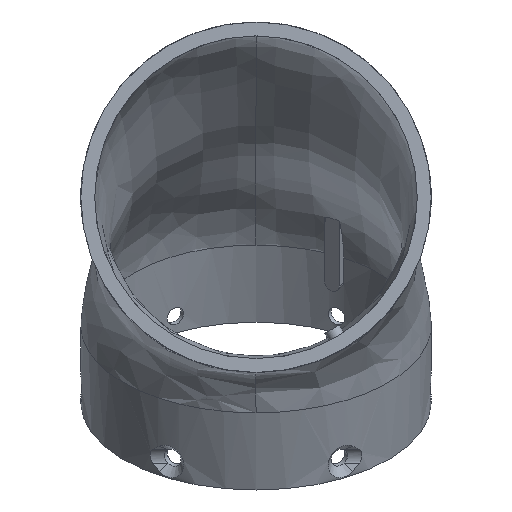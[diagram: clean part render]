
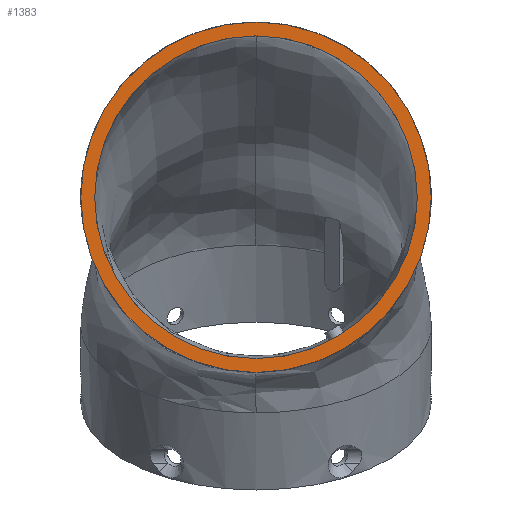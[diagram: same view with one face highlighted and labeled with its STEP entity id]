
A CAD part, top view. The second image highlights one B-rep face of the part: STEP entity #1383.
In plain terms, the highlighted face is planar.
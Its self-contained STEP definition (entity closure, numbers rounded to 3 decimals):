
#19=PLANE('',#1515);
#84=FACE_BOUND('',#251,.T.);
#154=FACE_OUTER_BOUND('',#250,.T.);
#250=EDGE_LOOP('',(#1189));
#251=EDGE_LOOP('',(#1190));
#544=CIRCLE('',#1479,29.);
#550=CIRCLE('',#1489,31.5);
#626=VERTEX_POINT('',#2999);
#653=VERTEX_POINT('',#8222);
#781=EDGE_CURVE('',#626,#626,#544,.T.);
#820=EDGE_CURVE('',#653,#653,#550,.T.);
#1189=ORIENTED_EDGE('',*,*,#820,.T.);
#1190=ORIENTED_EDGE('',*,*,#781,.F.);
#1383=ADVANCED_FACE('',(#154,#84),#19,.F.);
#1479=AXIS2_PLACEMENT_3D('',#3000,#1652,#1653);
#1489=AXIS2_PLACEMENT_3D('',#8224,#1685,#1686);
#1515=AXIS2_PLACEMENT_3D('',#12892,#1750,#1751);
#1652=DIRECTION('center_axis',(1.,0.,0.));
#1653=DIRECTION('ref_axis',(0.,0.,1.));
#1685=DIRECTION('center_axis',(1.,0.,0.));
#1686=DIRECTION('ref_axis',(0.,0.,-1.));
#1750=DIRECTION('center_axis',(-1.,0.,0.));
#1751=DIRECTION('ref_axis',(0.,0.,1.));
#2999=CARTESIAN_POINT('',(7.,0.,-29.));
#3000=CARTESIAN_POINT('Origin',(7.,0.,0.));
#8222=CARTESIAN_POINT('',(7.,0.,-31.5));
#8224=CARTESIAN_POINT('Origin',(7.,0.,0.));
#12892=CARTESIAN_POINT('Origin',(7.,0.,0.));
